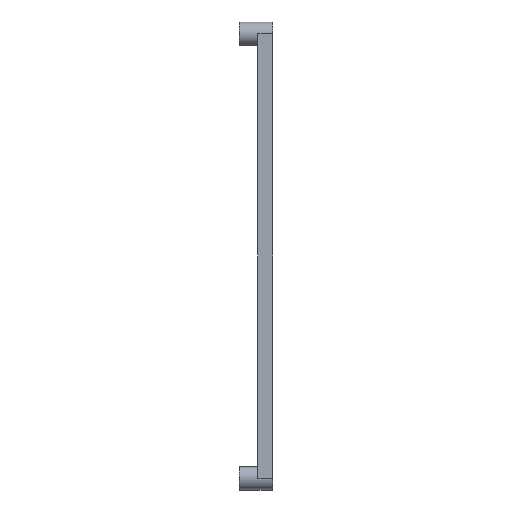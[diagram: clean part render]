
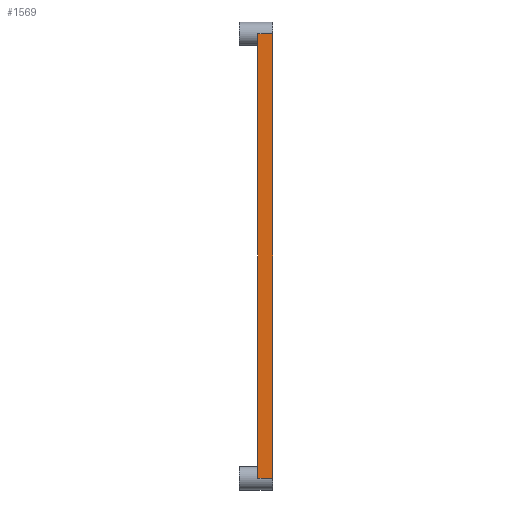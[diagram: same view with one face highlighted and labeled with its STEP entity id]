
A CAD part, left-side view. The second image highlights one B-rep face of the part: STEP entity #1569.
In plain terms, the highlighted planar face has unit normal (-1, 0, 0).
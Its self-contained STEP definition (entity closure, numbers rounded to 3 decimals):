
#117=FACE_OUTER_BOUND('',#209,.T.);
#209=EDGE_LOOP('',(#1323,#1324,#1325,#1326));
#239=LINE('',#2067,#439);
#426=LINE('',#2451,#626);
#427=LINE('',#2453,#627);
#428=LINE('',#2454,#628);
#439=VECTOR('',#1689,10.);
#626=VECTOR('',#2010,10.);
#627=VECTOR('',#2011,10.);
#628=VECTOR('',#2012,10.);
#653=VERTEX_POINT('',#2063);
#655=VERTEX_POINT('',#2066);
#785=VERTEX_POINT('',#2450);
#786=VERTEX_POINT('',#2452);
#796=EDGE_CURVE('',#653,#655,#239,.T.);
#988=EDGE_CURVE('',#653,#785,#426,.T.);
#989=EDGE_CURVE('',#786,#785,#427,.T.);
#990=EDGE_CURVE('',#655,#786,#428,.T.);
#1323=ORIENTED_EDGE('',*,*,#796,.F.);
#1324=ORIENTED_EDGE('',*,*,#988,.T.);
#1325=ORIENTED_EDGE('',*,*,#989,.F.);
#1326=ORIENTED_EDGE('',*,*,#990,.F.);
#1499=PLANE('',#1663);
#1569=ADVANCED_FACE('',(#117),#1499,.T.);
#1663=AXIS2_PLACEMENT_3D('',#2449,#2008,#2009);
#1689=DIRECTION('',(0.,0.,1.));
#2008=DIRECTION('center_axis',(-1.,0.,0.));
#2009=DIRECTION('ref_axis',(0.,0.,-1.));
#2010=DIRECTION('',(0.,-1.,0.));
#2011=DIRECTION('',(0.,0.,-1.));
#2012=DIRECTION('',(0.,-1.,0.));
#2063=CARTESIAN_POINT('',(-180.975,0.,0.));
#2066=CARTESIAN_POINT('',(-180.975,0.,120.65));
#2067=CARTESIAN_POINT('',(-180.975,0.,0.));
#2449=CARTESIAN_POINT('Origin',(-180.975,0.,120.65));
#2450=CARTESIAN_POINT('',(-180.975,-4.,0.));
#2451=CARTESIAN_POINT('',(-180.975,0.,0.));
#2452=CARTESIAN_POINT('',(-180.975,-4.,120.65));
#2453=CARTESIAN_POINT('',(-180.975,-4.,0.));
#2454=CARTESIAN_POINT('',(-180.975,0.,120.65));
